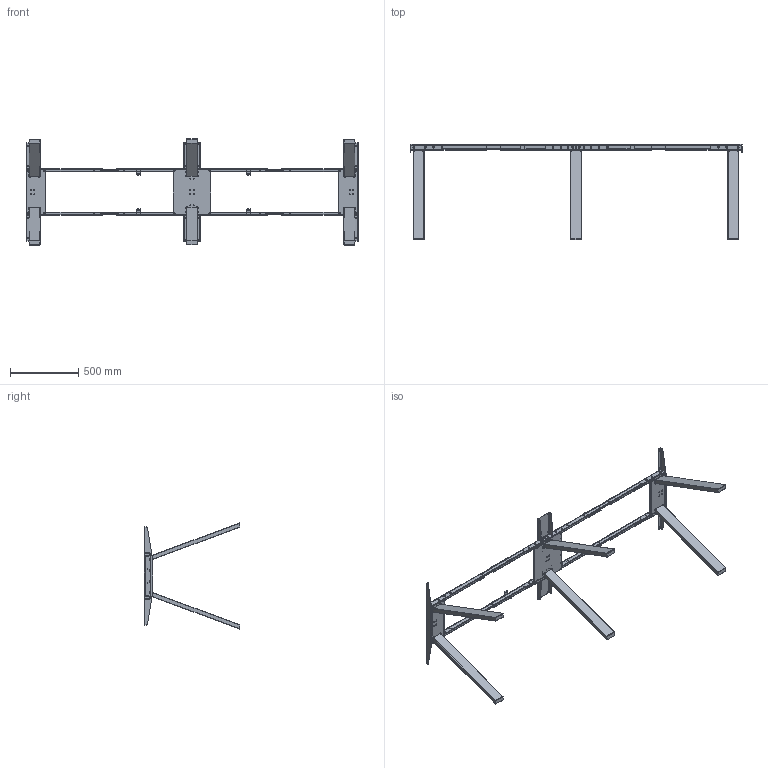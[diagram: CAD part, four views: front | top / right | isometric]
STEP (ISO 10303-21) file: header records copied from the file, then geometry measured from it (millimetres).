
FILE_DESCRIPTION (( 'STEP AP203' ), '1' );
FILE_NAME ('V-3 Aero Flex_fast höjd 700mm_50552xK.STEP', '2019-03-04T13:06:45', ( '' ), ( '' ), 'SwSTEP 2.0', 'SolidWorks 2017', '' );
FILE_SCHEMA (( 'CONFIG_CONTROL_DESIGN' ));
Length unit declared in the file: millimetre
Products named in the file (1): V-3 Aero Flex_fast h鐱d 700mm_50552xK
Bounding box: 2434 x 700.1 x 777.23 mm (x, y, z)
Surface area: 3084433.4 mm2 (no closed solid volume)
Topology: 0 solids, 201 shells, 1083 faces, 3739 edges, 2784 vertices
Faces by surface type: cylinder 477, plane 451, cone 120, bspline 35
Entity records: 42044 total; most frequent: CARTESIAN_POINT 9386, DIRECTION 7075, ORIENTED_EDGE 5508, EDGE_CURVE 3739, VERTEX_POINT 2784, AXIS2_PLACEMENT_3D 2551, LINE 1973, VECTOR 1973
